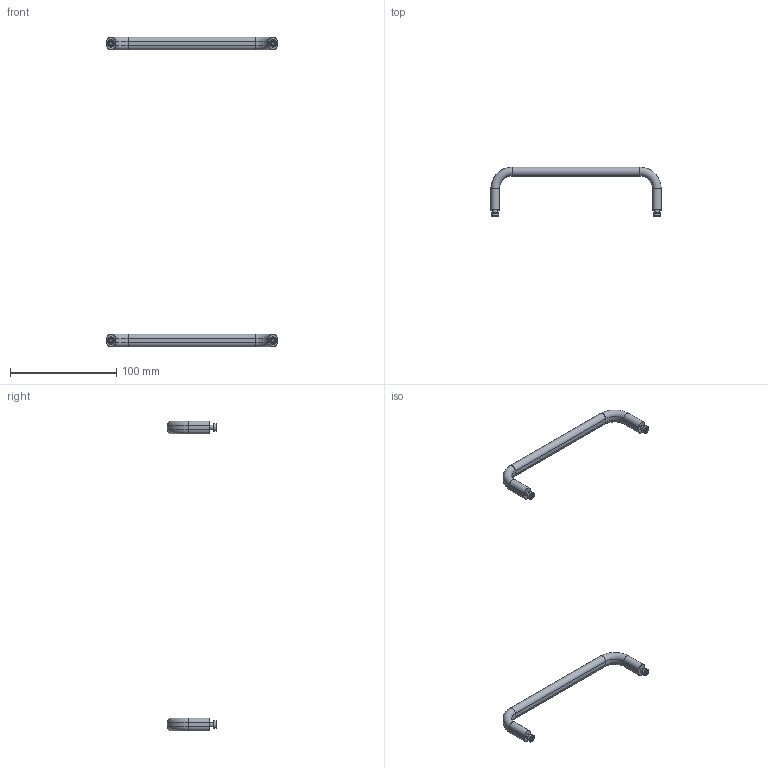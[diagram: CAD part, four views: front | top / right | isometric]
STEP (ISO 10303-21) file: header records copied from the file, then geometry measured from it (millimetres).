
FILE_DESCRIPTION(/* description */ ('','CAx-IF Rec.Pracs.---Representation and Presentation of Product Manufacturing Information (PMI)---3.8---2014-02-18'),/* implementation_level */ '2;1');
FILE_NAME(/* name */ '00510306_BA GR 17 - 9006.stp',/* time_stamp */ '2018-10-24T10:59:59+02:00',/* author */ ('watermann'),/* organization */ (''),/* preprocessor_version */ 'ST-DEVELOPER v16.13',/* originating_system */ 'Autodesk Inventor 2018',/* authorisation */ '');
FILE_SCHEMA (('AP242_MANAGED_MODEL_BASED_3D_ENGINEERING_MIM_LF { 1 0 10303 442 1 1 4 }'));
Length unit declared in the file: millimetre
Products named in the file (3): 00510306_BA GR 17 - 9006; Rohde_Griff-OA_Nachbau; SHR Z M4x12 TX20
Assembly tree (6 placements, depth 2):
  00510306_BA GR 17 - 9006
    Rohde_Griff-OA_Nachbau  x2
    SHR Z M4x12 TX20  x4
Bounding box: 160 x 46.2 x 291 mm (x, y, z)
Volume: 34820 mm3; surface area: 16214.4 mm2
Topology: 6 solids, 6 shells, 328 faces, 772 edges, 456 vertices
Faces by surface type: cylinder 152, bspline 120, plane 24, torus 16, cone 12, sphere 4
Full cylindrical faces by diameter (mm): 4 x4, 4.134 x4, 7 x4
Entity records: 3480 total; most frequent: CARTESIAN_POINT 1286, DIRECTION 468, ORIENTED_EDGE 410, AXIS2_PLACEMENT_3D 207, EDGE_CURVE 205, VERTEX_POINT 125, EDGE_LOOP 106, FACE_OUTER_BOUND 95
